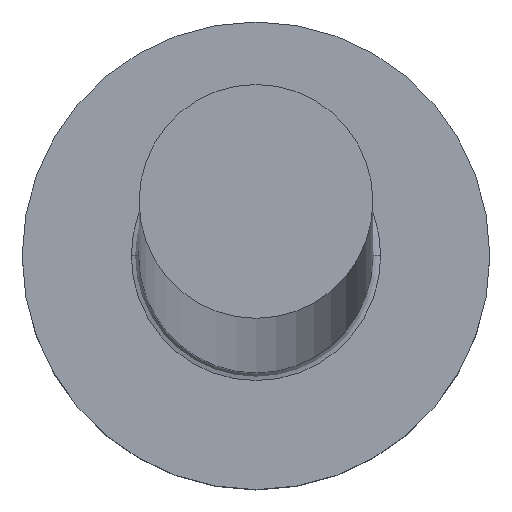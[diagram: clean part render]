
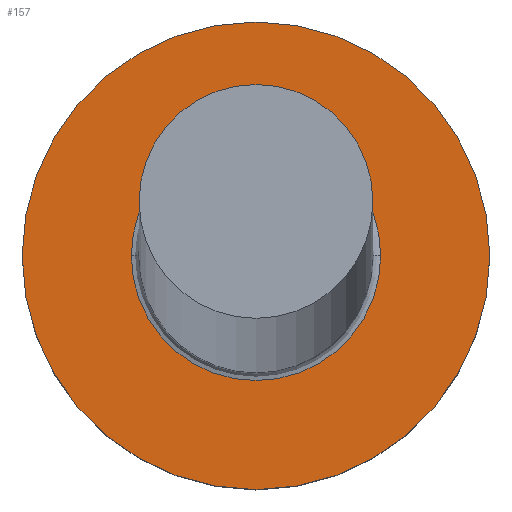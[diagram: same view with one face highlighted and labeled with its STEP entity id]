
A CAD part, top view. The second image highlights one B-rep face of the part: STEP entity #157.
In plain terms, the highlighted planar face has unit normal (0, 0, 1).
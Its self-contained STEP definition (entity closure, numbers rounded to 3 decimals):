
#1 = CIRCLE ( 'NONE', #218, 6. ) ;
#2 = EDGE_CURVE ( 'NONE', #42, #278, #54, .T. ) ;
#4 = CARTESIAN_POINT ( 'NONE',  ( 0., 0., 5. ) ) ;
#6 = EDGE_CURVE ( 'NONE', #65, #182, #130, .T. ) ;
#10 = DIRECTION ( 'NONE',  ( 0., 0., 1. ) ) ;
#16 = EDGE_CURVE ( 'NONE', #278, #42, #129, .T. ) ;
#19 = PLANE ( 'NONE',  #196 ) ;
#33 = EDGE_CURVE ( 'NONE', #182, #65, #1, .T. ) ;
#42 = VERTEX_POINT ( 'NONE', #302 ) ;
#44 = CARTESIAN_POINT ( 'NONE',  ( 0., 0., 5. ) ) ;
#47 = AXIS2_PLACEMENT_3D ( 'NONE', #178, #207, #254 ) ;
#50 = DIRECTION ( 'NONE',  ( 0., 0., 1. ) ) ;
#54 = CIRCLE ( 'NONE', #47, 3.2 ) ;
#57 = ORIENTED_EDGE ( 'NONE', *, *, #16, .T. ) ;
#65 = VERTEX_POINT ( 'NONE', #120 ) ;
#93 = FACE_OUTER_BOUND ( 'NONE', #283, .T. ) ;
#113 = ORIENTED_EDGE ( 'NONE', *, *, #33, .T. ) ;
#114 = CARTESIAN_POINT ( 'NONE',  ( -3.2, 0., 5. ) ) ;
#118 = DIRECTION ( 'NONE',  ( 1., 0., 0. ) ) ;
#119 = DIRECTION ( 'NONE',  ( 1., 0., 0. ) ) ;
#120 = CARTESIAN_POINT ( 'NONE',  ( 6., 0., 5. ) ) ;
#129 = CIRCLE ( 'NONE', #188, 3.2 ) ;
#130 = CIRCLE ( 'NONE', #299, 6. ) ;
#136 = CARTESIAN_POINT ( 'NONE',  ( 0., 0., 5. ) ) ;
#140 = DIRECTION ( 'NONE',  ( 1., 0., 0. ) ) ;
#157 = ADVANCED_FACE ( 'NONE', ( #187, #93 ), #19, .T. ) ;
#160 = DIRECTION ( 'NONE',  ( 0., 0., -1. ) ) ;
#169 = DIRECTION ( 'NONE',  ( 0., 0., 1. ) ) ;
#170 = ORIENTED_EDGE ( 'NONE', *, *, #2, .T. ) ;
#178 = CARTESIAN_POINT ( 'NONE',  ( 0., 0., 5. ) ) ;
#182 = VERTEX_POINT ( 'NONE', #185 ) ;
#185 = CARTESIAN_POINT ( 'NONE',  ( -6., 0., 5. ) ) ;
#187 = FACE_BOUND ( 'NONE', #231, .T. ) ;
#188 = AXIS2_PLACEMENT_3D ( 'NONE', #227, #160, #140 ) ;
#196 = AXIS2_PLACEMENT_3D ( 'NONE', #4, #169, #118 ) ;
#204 = DIRECTION ( 'NONE',  ( 1., 0., 0. ) ) ;
#207 = DIRECTION ( 'NONE',  ( 0., 0., -1. ) ) ;
#218 = AXIS2_PLACEMENT_3D ( 'NONE', #136, #10, #204 ) ;
#227 = CARTESIAN_POINT ( 'NONE',  ( 0., 0., 5. ) ) ;
#231 = EDGE_LOOP ( 'NONE', ( #170, #57 ) ) ;
#254 = DIRECTION ( 'NONE',  ( 1., 0., 0. ) ) ;
#264 = ORIENTED_EDGE ( 'NONE', *, *, #6, .T. ) ;
#278 = VERTEX_POINT ( 'NONE', #114 ) ;
#283 = EDGE_LOOP ( 'NONE', ( #113, #264 ) ) ;
#299 = AXIS2_PLACEMENT_3D ( 'NONE', #44, #50, #119 ) ;
#302 = CARTESIAN_POINT ( 'NONE',  ( 3.2, 0., 5. ) ) ;
